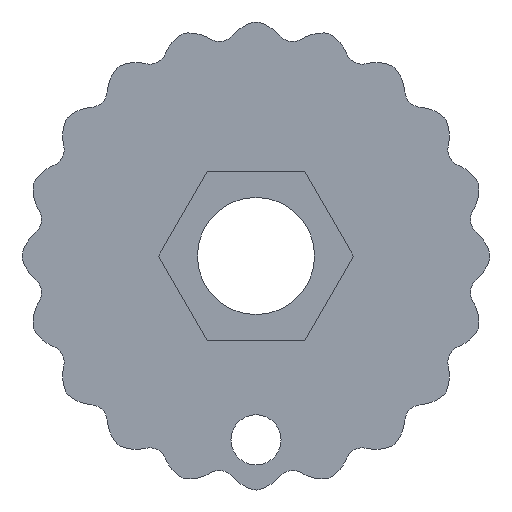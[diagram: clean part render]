
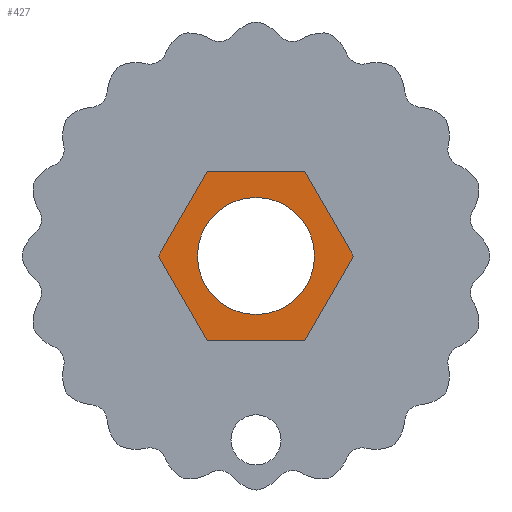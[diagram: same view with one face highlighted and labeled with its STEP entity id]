
A CAD part, front view. The second image highlights one B-rep face of the part: STEP entity #427.
In plain terms, the highlighted planar face has unit normal (0, -1, 0).
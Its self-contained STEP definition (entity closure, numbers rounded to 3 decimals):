
#131 = CARTESIAN_POINT ( 'NONE',  ( 2.916, 4., 5.05 ) ) ;
#218 = FACE_OUTER_BOUND ( 'NONE', #1257, .T. ) ;
#368 = VERTEX_POINT ( 'NONE', #408 ) ;
#408 = CARTESIAN_POINT ( 'NONE',  ( 0., 4., 3.5 ) ) ;
#427 = ADVANCED_FACE ( 'NONE', ( #1545, #218 ), #2422, .F. ) ;
#516 = ORIENTED_EDGE ( 'NONE', *, *, #542, .T. ) ;
#542 = EDGE_CURVE ( 'NONE', #1985, #368, #2691, .T. ) ;
#548 = LINE ( 'NONE', #561, #2871 ) ;
#561 = CARTESIAN_POINT ( 'NONE',  ( 5.831, 4., 0. ) ) ;
#630 = AXIS2_PLACEMENT_3D ( 'NONE', #2690, #2249, #1436 ) ;
#640 = LINE ( 'NONE', #1753, #3444 ) ;
#815 = CARTESIAN_POINT ( 'NONE',  ( -2.916, 4., -5.05 ) ) ;
#903 = CARTESIAN_POINT ( 'NONE',  ( -2.916, 4., 5.05 ) ) ;
#950 = ORIENTED_EDGE ( 'NONE', *, *, #1720, .F. ) ;
#984 = VECTOR ( 'NONE', #3037, 1000. ) ;
#1068 = DIRECTION ( 'NONE',  ( 0., 1., 0. ) ) ;
#1069 = DIRECTION ( 'NONE',  ( 0., 0., 1. ) ) ;
#1095 = AXIS2_PLACEMENT_3D ( 'NONE', #2400, #1068, #1314 ) ;
#1164 = ORIENTED_EDGE ( 'NONE', *, *, #2656, .T. ) ;
#1222 = CARTESIAN_POINT ( 'NONE',  ( -5.831, 4., 0. ) ) ;
#1257 = EDGE_LOOP ( 'NONE', ( #3412, #1662, #950, #2070, #3231, #1476 ) ) ;
#1314 = DIRECTION ( 'NONE',  ( 0., 0., 1. ) ) ;
#1359 = EDGE_CURVE ( 'NONE', #3367, #2596, #1670, .T. ) ;
#1362 = LINE ( 'NONE', #2187, #3386 ) ;
#1436 = DIRECTION ( 'NONE',  ( 0., 0., 1. ) ) ;
#1458 = VERTEX_POINT ( 'NONE', #1574 ) ;
#1476 = ORIENTED_EDGE ( 'NONE', *, *, #1359, .F. ) ;
#1506 = CARTESIAN_POINT ( 'NONE',  ( -2.916, 4., 5.05 ) ) ;
#1545 = FACE_BOUND ( 'NONE', #2826, .T. ) ;
#1574 = CARTESIAN_POINT ( 'NONE',  ( 5.831, 4., 0. ) ) ;
#1662 = ORIENTED_EDGE ( 'NONE', *, *, #3040, .F. ) ;
#1670 = LINE ( 'NONE', #1964, #984 ) ;
#1720 = EDGE_CURVE ( 'NONE', #1748, #2556, #2010, .T. ) ;
#1748 = VERTEX_POINT ( 'NONE', #903 ) ;
#1753 = CARTESIAN_POINT ( 'NONE',  ( -5.831, 4., 0. ) ) ;
#1964 = CARTESIAN_POINT ( 'NONE',  ( 2.916, 4., -5.05 ) ) ;
#1985 = VERTEX_POINT ( 'NONE', #2755 ) ;
#1992 = EDGE_CURVE ( 'NONE', #2789, #1748, #640, .T. ) ;
#2010 = LINE ( 'NONE', #1506, #3440 ) ;
#2070 = ORIENTED_EDGE ( 'NONE', *, *, #1992, .F. ) ;
#2079 = DIRECTION ( 'NONE',  ( -0.5, 0., 0.866 ) ) ;
#2148 = CARTESIAN_POINT ( 'NONE',  ( 0., 4., 0. ) ) ;
#2179 = CARTESIAN_POINT ( 'NONE',  ( 2.916, 4., -5.05 ) ) ;
#2187 = CARTESIAN_POINT ( 'NONE',  ( 2.916, 4., 5.05 ) ) ;
#2201 = VECTOR ( 'NONE', #2079, 1000. ) ;
#2249 = DIRECTION ( 'NONE',  ( 0., 1., 0. ) ) ;
#2269 = DIRECTION ( 'NONE',  ( 1., 0., 0. ) ) ;
#2348 = CARTESIAN_POINT ( 'NONE',  ( -2.916, 4., -5.05 ) ) ;
#2400 = CARTESIAN_POINT ( 'NONE',  ( 0., 4., 0. ) ) ;
#2422 = PLANE ( 'NONE',  #1095 ) ;
#2471 = AXIS2_PLACEMENT_3D ( 'NONE', #2148, #3230, #1069 ) ;
#2556 = VERTEX_POINT ( 'NONE', #131 ) ;
#2596 = VERTEX_POINT ( 'NONE', #2348 ) ;
#2656 = EDGE_CURVE ( 'NONE', #368, #1985, #2869, .T. ) ;
#2690 = CARTESIAN_POINT ( 'NONE',  ( 0., 4., 0. ) ) ;
#2691 = CIRCLE ( 'NONE', #630, 3.5 ) ;
#2752 = DIRECTION ( 'NONE',  ( -0.5, 0., -0.866 ) ) ;
#2755 = CARTESIAN_POINT ( 'NONE',  ( 0., 4., -3.5 ) ) ;
#2789 = VERTEX_POINT ( 'NONE', #1222 ) ;
#2826 = EDGE_LOOP ( 'NONE', ( #1164, #516 ) ) ;
#2869 = CIRCLE ( 'NONE', #2471, 3.5 ) ;
#2871 = VECTOR ( 'NONE', #2752, 1000. ) ;
#3006 = DIRECTION ( 'NONE',  ( 0.5, 0., -0.866 ) ) ;
#3022 = DIRECTION ( 'NONE',  ( 0.5, 0., 0.866 ) ) ;
#3037 = DIRECTION ( 'NONE',  ( -1., 0., 0. ) ) ;
#3040 = EDGE_CURVE ( 'NONE', #2556, #1458, #1362, .T. ) ;
#3079 = EDGE_CURVE ( 'NONE', #1458, #3367, #548, .T. ) ;
#3230 = DIRECTION ( 'NONE',  ( 0., 1., 0. ) ) ;
#3231 = ORIENTED_EDGE ( 'NONE', *, *, #3409, .F. ) ;
#3367 = VERTEX_POINT ( 'NONE', #2179 ) ;
#3386 = VECTOR ( 'NONE', #3006, 1000. ) ;
#3409 = EDGE_CURVE ( 'NONE', #2596, #2789, #3516, .T. ) ;
#3412 = ORIENTED_EDGE ( 'NONE', *, *, #3079, .F. ) ;
#3440 = VECTOR ( 'NONE', #2269, 1000. ) ;
#3444 = VECTOR ( 'NONE', #3022, 1000. ) ;
#3516 = LINE ( 'NONE', #815, #2201 ) ;
